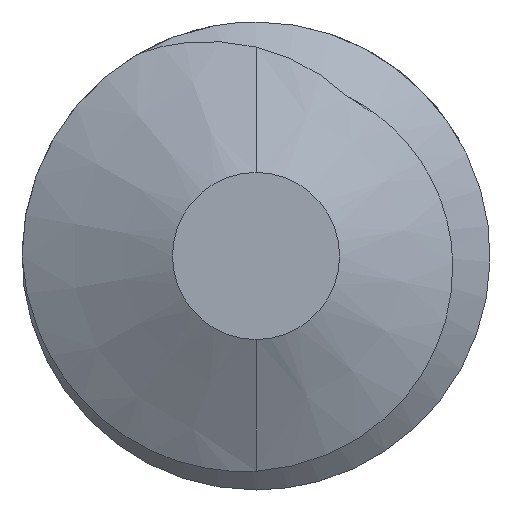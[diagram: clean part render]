
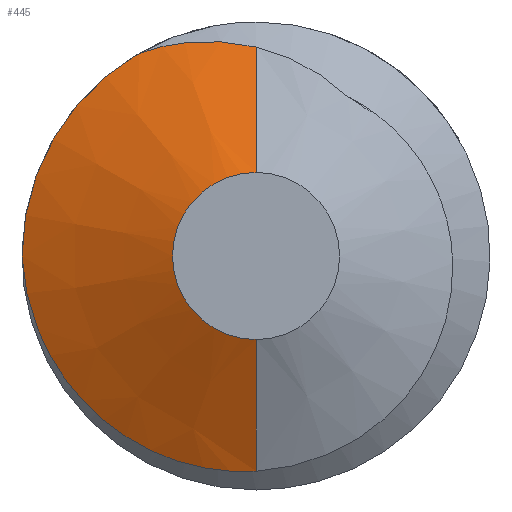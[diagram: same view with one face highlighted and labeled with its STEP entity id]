
A CAD part, front view. The second image highlights one B-rep face of the part: STEP entity #445.
In plain terms, the highlighted conical face has half-angle 63.435 degrees and reference radius 1.4 mm.
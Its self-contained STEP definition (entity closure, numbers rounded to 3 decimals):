
#13 = CARTESIAN_POINT ( 'NONE',  ( 2.575, -5.601, -1.298 ) ) ;
#25 = CARTESIAN_POINT ( 'NONE',  ( 1.72, -5.576, -0.876 ) ) ;
#26 = EDGE_CURVE ( 'NONE', #1096, #554, #1021, .T. ) ;
#34 = AXIS2_PLACEMENT_3D ( 'NONE', #789, #798, #808 ) ;
#48 = CARTESIAN_POINT ( 'NONE',  ( 1.557, -5.568, -0.666 ) ) ;
#55 = CARTESIAN_POINT ( 'NONE',  ( 2.75, -5.606, -1.287 ) ) ;
#65 = CARTESIAN_POINT ( 'NONE',  ( 1.913, -5.583, -1.055 ) ) ;
#75 = CARTESIAN_POINT ( 'NONE',  ( 2.75, -5.625, 1.25 ) ) ;
#84 = EDGE_CURVE ( 'NONE', #1042, #313, #700, .T. ) ;
#93 = ORIENTED_EDGE ( 'NONE', *, *, #1467, .T. ) ;
#125 = CARTESIAN_POINT ( 'NONE',  ( 2.067, -5.587, -1.15 ) ) ;
#135 = B_SPLINE_CURVE_WITH_KNOTS ( 'NONE', 3,
 ( #364, #942, #349, #772, #48, #855, #25, #65, #125, #142, #13, #55 ),
 .UNSPECIFIED., .F., .F.,
 ( 4, 2, 2, 2, 2, 4 ),
 ( 0., 0.001, 0.001, 0.001, 0.002, 0.002 ),
 .UNSPECIFIED. ) ;
#140 = CARTESIAN_POINT ( 'NONE',  ( 2.05, -5.55, 1.212 ) ) ;
#142 = CARTESIAN_POINT ( 'NONE',  ( 2.396, -5.596, -1.271 ) ) ;
#172 = ORIENTED_EDGE ( 'NONE', *, *, #1049, .T. ) ;
#188 = ORIENTED_EDGE ( 'NONE', *, *, #26, .F. ) ;
#193 = EDGE_CURVE ( 'NONE', #1042, #1288, #531, .T. ) ;
#313 = VERTEX_POINT ( 'NONE', #614 ) ;
#326 = ORIENTED_EDGE ( 'NONE', *, *, #84, .T. ) ;
#344 = CARTESIAN_POINT ( 'NONE',  ( 2.75, -5.606, -1.287 ) ) ;
#349 = CARTESIAN_POINT ( 'NONE',  ( 1.401, -5.559, -0.351 ) ) ;
#364 = CARTESIAN_POINT ( 'NONE',  ( 1.35, -5.55, 0. ) ) ;
#445 = ADVANCED_FACE ( 'NONE', ( #1293 ), #1075, .T. ) ;
#460 = CARTESIAN_POINT ( 'NONE',  ( 2.75, -5.55, 1.4 ) ) ;
#496 = CARTESIAN_POINT ( 'NONE',  ( 2.75, -6., 0. ) ) ;
#504 = EDGE_CURVE ( 'NONE', #313, #636, #1436, .T. ) ;
#531 = LINE ( 'NONE', #1103, #1168 ) ;
#554 = VERTEX_POINT ( 'NONE', #140 ) ;
#581 = DIRECTION ( 'NONE',  ( 0., 1., 0. ) ) ;
#598 = DIRECTION ( 'NONE',  ( 0., 0., -1. ) ) ;
#614 = CARTESIAN_POINT ( 'NONE',  ( 2.75, -6., 0.5 ) ) ;
#636 = VERTEX_POINT ( 'NONE', #75 ) ;
#643 = AXIS2_PLACEMENT_3D ( 'NONE', #1093, #949, #860 ) ;
#687 = DIRECTION ( 'NONE',  ( 0., 0.447, 0.894 ) ) ;
#700 = CIRCLE ( 'NONE', #717, 0.5 ) ;
#717 = AXIS2_PLACEMENT_3D ( 'NONE', #496, #581, #598 ) ;
#772 = CARTESIAN_POINT ( 'NONE',  ( 1.513, -5.566, -0.591 ) ) ;
#789 = CARTESIAN_POINT ( 'NONE',  ( 2.75, -5.55, 0. ) ) ;
#798 = DIRECTION ( 'NONE',  ( 0., 1., 0. ) ) ;
#803 = VECTOR ( 'NONE', #687, 1000. ) ;
#808 = DIRECTION ( 'NONE',  ( 0., 0., 1. ) ) ;
#855 = CARTESIAN_POINT ( 'NONE',  ( 1.661, -5.573, -0.809 ) ) ;
#860 = DIRECTION ( 'NONE',  ( 0., 0., 1. ) ) ;
#942 = CARTESIAN_POINT ( 'NONE',  ( 1.358, -5.554, -0.178 ) ) ;
#949 = DIRECTION ( 'NONE',  ( 0., 1., 0. ) ) ;
#998 = DIRECTION ( 'NONE',  ( 0., 0.447, -0.894 ) ) ;
#1021 = CIRCLE ( 'NONE', #643, 1.4 ) ;
#1042 = VERTEX_POINT ( 'NONE', #1246 ) ;
#1049 = EDGE_CURVE ( 'NONE', #636, #554, #1280, .T. ) ;
#1075 = CONICAL_SURFACE ( 'NONE', #34, 1.4, 1.107 ) ;
#1093 = CARTESIAN_POINT ( 'NONE',  ( 2.75, -5.55, 0. ) ) ;
#1096 = VERTEX_POINT ( 'NONE', #1312 ) ;
#1103 = CARTESIAN_POINT ( 'NONE',  ( 2.75, -5.55, -1.4 ) ) ;
#1168 = VECTOR ( 'NONE', #998, 1000. ) ;
#1246 = CARTESIAN_POINT ( 'NONE',  ( 2.75, -6., -0.5 ) ) ;
#1280 = B_SPLINE_CURVE_WITH_KNOTS ( 'NONE', 3,
 ( #1439, #1416, #1404, #1353, #1347, #1341 ),
 .UNSPECIFIED., .F., .F.,
 ( 4, 2, 4 ),
 ( 0.001, 0.001, 0.001 ),
 .UNSPECIFIED. ) ;
#1288 = VERTEX_POINT ( 'NONE', #344 ) ;
#1293 = FACE_OUTER_BOUND ( 'NONE', #1327, .T. ) ;
#1312 = CARTESIAN_POINT ( 'NONE',  ( 1.35, -5.55, 0. ) ) ;
#1327 = EDGE_LOOP ( 'NONE', ( #1449, #326, #1443, #172, #188, #93 ) ) ;
#1341 = CARTESIAN_POINT ( 'NONE',  ( 2.05, -5.55, 1.212 ) ) ;
#1347 = CARTESIAN_POINT ( 'NONE',  ( 2.163, -5.561, 1.252 ) ) ;
#1353 = CARTESIAN_POINT ( 'NONE',  ( 2.28, -5.573, 1.276 ) ) ;
#1404 = CARTESIAN_POINT ( 'NONE',  ( 2.515, -5.598, 1.288 ) ) ;
#1416 = CARTESIAN_POINT ( 'NONE',  ( 2.636, -5.611, 1.277 ) ) ;
#1436 = LINE ( 'NONE', #460, #803 ) ;
#1439 = CARTESIAN_POINT ( 'NONE',  ( 2.75, -5.625, 1.25 ) ) ;
#1443 = ORIENTED_EDGE ( 'NONE', *, *, #504, .T. ) ;
#1449 = ORIENTED_EDGE ( 'NONE', *, *, #193, .F. ) ;
#1467 = EDGE_CURVE ( 'NONE', #1096, #1288, #135, .T. ) ;
